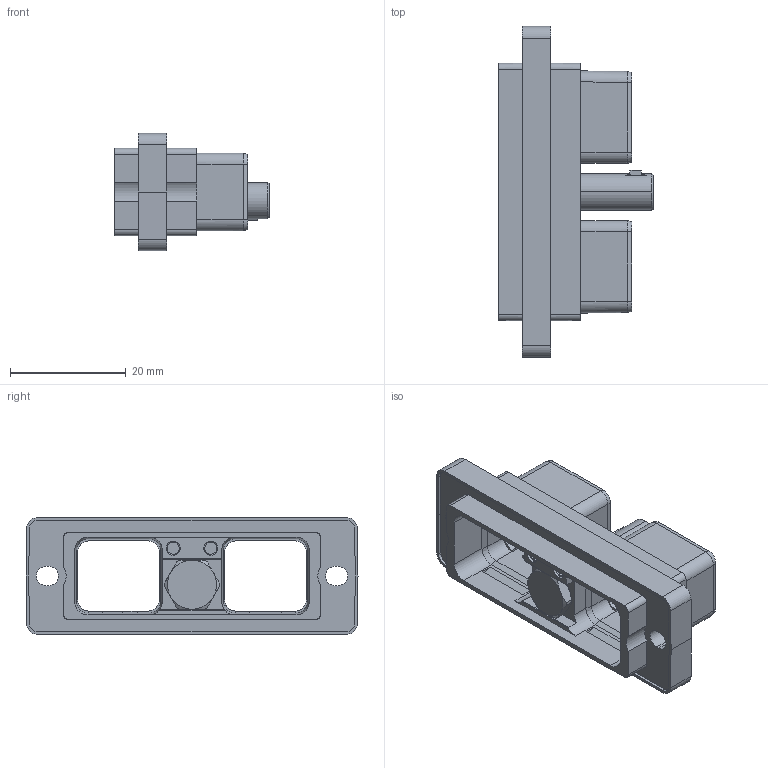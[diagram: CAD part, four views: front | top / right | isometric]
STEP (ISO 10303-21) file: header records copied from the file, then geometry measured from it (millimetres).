
FILE_DESCRIPTION((''),'2;1');
FILE_NAME('SIM2B45KF','2019-09-17T',('presta_be4'),(''),'PRO/ENGINEER BY PARAMETRIC TECHNOLOGY CORPORATION, 2014310','PRO/ENGINEER BY PARAMETRIC TECHNOLOGY CORPORATION, 2014310','');
FILE_SCHEMA(('CONFIG_CONTROL_DESIGN'));
Length unit declared in the file: millimetre
Products named in the file (1): SIM2B45KF
Bounding box: 26.65 x 57.41 x 20.29 mm (x, y, z)
Volume: 6359.6 mm3; surface area: 8424.8 mm2
Topology: 11 solids, 11 shells, 760 faces, 2011 edges, 1304 vertices
Faces by surface type: plane 562, cylinder 128, cone 38, bspline 20, torus 12
Entity records: 28910 total; most frequent: CARTESIAN_POINT 10276, ORIENTED_EDGE 4018, DIRECTION 3535, EDGE_CURVE 2009, VECTOR 1567, LINE 1567, VERTEX_POINT 1304, AXIS2_PLACEMENT_3D 984
